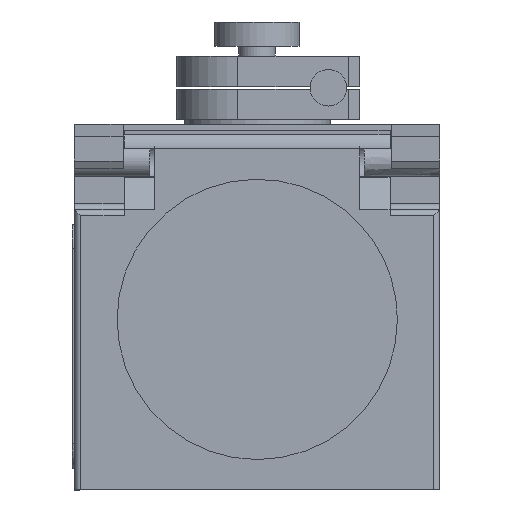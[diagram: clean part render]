
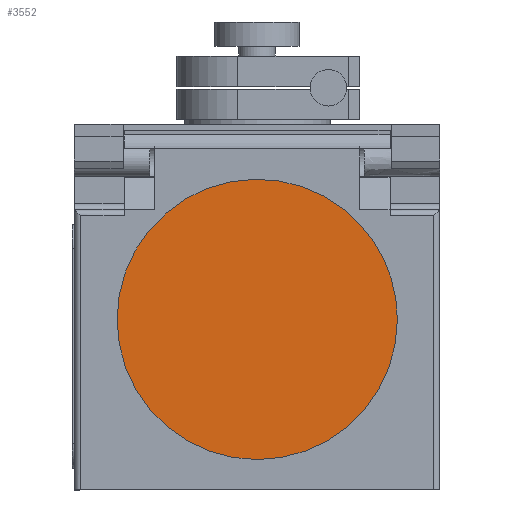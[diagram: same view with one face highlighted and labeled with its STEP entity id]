
A CAD part, front view. The second image highlights one B-rep face of the part: STEP entity #3552.
In plain terms, the highlighted planar face has unit normal (0, -1, 0).
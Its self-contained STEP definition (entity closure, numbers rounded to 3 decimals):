
#1647=CARTESIAN_POINT('',(26.502,0.,14.));
#1648=VERTEX_POINT('',#1647);
#1657=CARTESIAN_POINT('',(3.498,0.,14.));
#1658=VERTEX_POINT('',#1657);
#1659=CARTESIAN_POINT('',(15.0,0.,14.));
#1660=DIRECTION('',(0.0,-1.0,0.0));
#1661=DIRECTION('',(1.0,0.0,0.0));
#1662=AXIS2_PLACEMENT_3D('',#1659,#1660,#1661);
#1663=CIRCLE('',#1662,11.502);
#1664=EDGE_CURVE('',#1658,#1648,#1663,.T.);
#3523=CARTESIAN_POINT('',(22.162,0.,23.));
#3524=VERTEX_POINT('',#3523);
#3525=CARTESIAN_POINT('',(15.0,0.,14.));
#3526=DIRECTION('',(0.0,-1.0,0.0));
#3527=DIRECTION('',(1.0,0.0,0.0));
#3528=AXIS2_PLACEMENT_3D('',#3525,#3526,#3527);
#3529=CIRCLE('',#3528,11.502);
#3530=EDGE_CURVE('',#3524,#1658,#3529,.T.);
#3532=CARTESIAN_POINT('',(15.0,0.,14.));
#3533=DIRECTION('',(0.0,-1.0,0.0));
#3534=DIRECTION('',(1.0,0.0,0.0));
#3535=AXIS2_PLACEMENT_3D('',#3532,#3533,#3534);
#3536=CIRCLE('',#3535,11.502);
#3537=EDGE_CURVE('',#1648,#3524,#3536,.T.);
#3542=CARTESIAN_POINT('',(14.911,0.,4.125));
#3543=DIRECTION('',(0.0,-1.0,0.0));
#3544=DIRECTION('',(0.0,0.0,1.0));
#3545=AXIS2_PLACEMENT_3D('',#3542,#3543,#3544);
#3546=PLANE('',#3545);
#3547=ORIENTED_EDGE('',*,*,#3530,.T.);
#3548=ORIENTED_EDGE('',*,*,#1664,.T.);
#3549=ORIENTED_EDGE('',*,*,#3537,.T.);
#3550=EDGE_LOOP('',(#3547,#3548,#3549));
#3551=FACE_OUTER_BOUND('',#3550,.T.);
#3552=ADVANCED_FACE('',(#3551),#3546,.T.);
